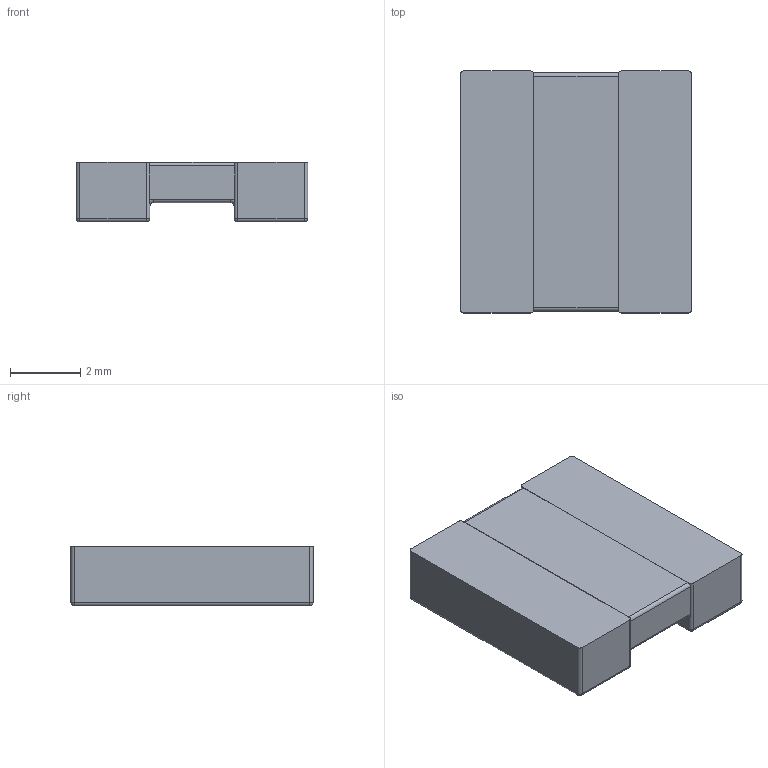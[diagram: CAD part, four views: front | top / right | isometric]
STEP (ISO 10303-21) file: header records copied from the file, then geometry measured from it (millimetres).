
FILE_DESCRIPTION(('CATIA V5 STEP Exchange','CAx-IF Rec.Pracs.--- Model Styling and Organization---1.4--- 2014-01-23','CAx-IF Rec.Pracs.---3D Tessellated Data Validation Properties---0.5---2014-09-14'),'2;1');
FILE_NAME('R_6568.stp','2025-07-11T15:07:35+00:00',('none'),('none'),'CATIA Version 5-6 Release 2018 SP6 HF31','CATIA V5 STEP AP242','none');
FILE_SCHEMA(('AP242_MANAGED_MODEL_BASED_3D_ENGINEERING_MIM_LF {1 0 10303 442 1 1 4}'));
Length unit declared in the file: millimetre
Products named in the file (1): R_6568
Bounding box: 6.6 x 6.9 x 1.71 mm (x, y, z)
Volume: 68.2 mm3; surface area: 139 mm2
Topology: 1 solids, 1 shells, 52 faces, 130 edges, 72 vertices
Faces by surface type: cylinder 22, plane 18, sphere 8, torus 4
Entity records: 1525 total; most frequent: CARTESIAN_POINT 304, ORIENTED_EDGE 244, DIRECTION 202, EDGE_CURVE 122, AXIS2_PLACEMENT_3D 96, VERTEX_POINT 72, VECTOR 60, LINE 60
